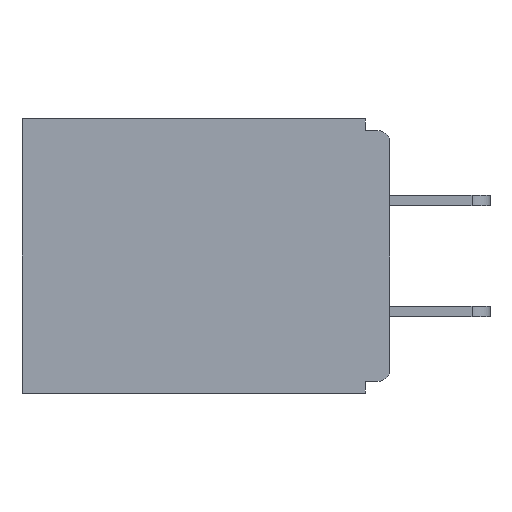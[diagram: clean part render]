
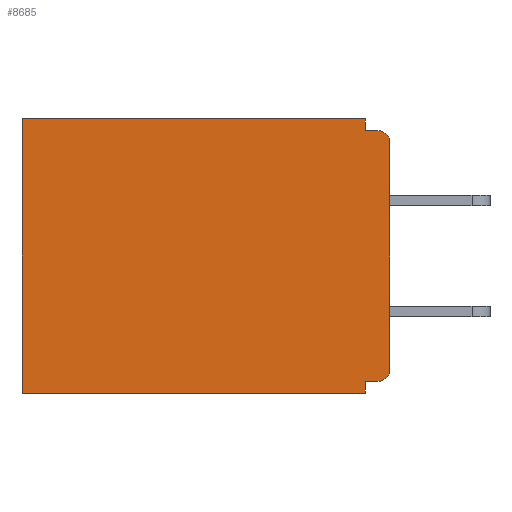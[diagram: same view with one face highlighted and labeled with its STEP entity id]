
A CAD part, left-side view. The second image highlights one B-rep face of the part: STEP entity #8685.
In plain terms, the highlighted planar face has unit normal (-1, 0, 0).
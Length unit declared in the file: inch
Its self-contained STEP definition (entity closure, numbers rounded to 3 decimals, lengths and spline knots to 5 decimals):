
#51 = VERTEX_POINT ( 'NONE', #5491 ) ;
#306 = VERTEX_POINT ( 'NONE', #8479 ) ;
#419 = CARTESIAN_POINT ( 'NONE',  ( 0.298, 0., -0.343 ) ) ;
#593 = VECTOR ( 'NONE', #2233, 39.37008 ) ;
#891 = CARTESIAN_POINT ( 'NONE',  ( 0.298, 0.015, -0.015 ) ) ;
#907 = AXIS2_PLACEMENT_3D ( 'NONE', #943, #5888, #3510 ) ;
#943 = CARTESIAN_POINT ( 'NONE',  ( 0.298, 0.015, -0.313 ) ) ;
#1055 = CARTESIAN_POINT ( 'NONE',  ( 0.298, 0.46, 0. ) ) ;
#1153 = DIRECTION ( 'NONE',  ( 1., 0., 0. ) ) ;
#1257 = CARTESIAN_POINT ( 'NONE',  ( 0.298, 0., 0. ) ) ;
#1451 = DIRECTION ( 'NONE',  ( 0., 0., -1. ) ) ;
#1505 = ORIENTED_EDGE ( 'NONE', *, *, #7293, .F. ) ;
#1599 = FACE_OUTER_BOUND ( 'NONE', #6695, .T. ) ;
#1849 = AXIS2_PLACEMENT_3D ( 'NONE', #1257, #1153, #2926 ) ;
#2026 = CARTESIAN_POINT ( 'NONE',  ( 0.298, 0., 0. ) ) ;
#2233 = DIRECTION ( 'NONE',  ( 0., 0., -1. ) ) ;
#2594 = DIRECTION ( 'NONE',  ( 0., 0., -1. ) ) ;
#2926 = DIRECTION ( 'NONE',  ( 0., 0., -1. ) ) ;
#2965 = CARTESIAN_POINT ( 'NONE',  ( 0.298, 0.015, -0.328 ) ) ;
#3375 = VERTEX_POINT ( 'NONE', #8835 ) ;
#3380 = EDGE_CURVE ( 'NONE', #5652, #306, #6771, .T. ) ;
#3510 = DIRECTION ( 'NONE',  ( 0., 0., -1. ) ) ;
#3513 = LINE ( 'NONE', #8804, #8765 ) ;
#3586 = EDGE_CURVE ( 'NONE', #9913, #7310, #6022, .T. ) ;
#3750 = DIRECTION ( 'NONE',  ( 0., 1., 0. ) ) ;
#3785 = VERTEX_POINT ( 'NONE', #10151 ) ;
#4012 = EDGE_CURVE ( 'NONE', #51, #4224, #4113, .T. ) ;
#4113 = LINE ( 'NONE', #419, #6512 ) ;
#4194 = EDGE_CURVE ( 'NONE', #3375, #4224, #7755, .T. ) ;
#4224 = VERTEX_POINT ( 'NONE', #5052 ) ;
#4259 = EDGE_CURVE ( 'NONE', #3785, #7310, #9906, .T. ) ;
#4403 = CARTESIAN_POINT ( 'NONE',  ( 0.298, 0., -0.015 ) ) ;
#4675 = VECTOR ( 'NONE', #3750, 39.37008 ) ;
#4758 = ORIENTED_EDGE ( 'NONE', *, *, #4012, .F. ) ;
#5052 = CARTESIAN_POINT ( 'NONE',  ( 0.298, 0.46, -0.343 ) ) ;
#5291 = DIRECTION ( 'NONE',  ( 0., 1., 0. ) ) ;
#5491 = CARTESIAN_POINT ( 'NONE',  ( 0.298, 0.031, -0.343 ) ) ;
#5492 = CARTESIAN_POINT ( 'NONE',  ( 0.298, 0.031, -0.343 ) ) ;
#5498 = VECTOR ( 'NONE', #2594, 39.37008 ) ;
#5549 = ORIENTED_EDGE ( 'NONE', *, *, #8712, .T. ) ;
#5558 = ORIENTED_EDGE ( 'NONE', *, *, #6350, .F. ) ;
#5610 = VECTOR ( 'NONE', #7600, 39.37008 ) ;
#5652 = VERTEX_POINT ( 'NONE', #2965 ) ;
#5715 = EDGE_CURVE ( 'NONE', #6620, #51, #9481, .T. ) ;
#5840 = CARTESIAN_POINT ( 'NONE',  ( 0.298, 0., -0.328 ) ) ;
#5888 = DIRECTION ( 'NONE',  ( -1., 0., 0. ) ) ;
#6022 = CIRCLE ( 'NONE', #7845, 0.015 ) ;
#6083 = CARTESIAN_POINT ( 'NONE',  ( 0.298, 0.015, -0.03 ) ) ;
#6350 = EDGE_CURVE ( 'NONE', #9913, #306, #3513, .T. ) ;
#6512 = VECTOR ( 'NONE', #5291, 39.37008 ) ;
#6593 = VECTOR ( 'NONE', #1451, 39.37008 ) ;
#6620 = VERTEX_POINT ( 'NONE', #7026 ) ;
#6695 = EDGE_LOOP ( 'NONE', ( #7439, #9449, #1505, #5549, #6860, #4758, #7056, #7364, #6807, #5558 ) ) ;
#6696 = VECTOR ( 'NONE', #8182, 39.37008 ) ;
#6719 = LINE ( 'NONE', #8669, #593 ) ;
#6771 = CIRCLE ( 'NONE', #907, 0.015 ) ;
#6807 = ORIENTED_EDGE ( 'NONE', *, *, #3380, .T. ) ;
#6816 = DIRECTION ( 'NONE',  ( 0., 0., -1. ) ) ;
#6858 = PLANE ( 'NONE',  #1849 ) ;
#6860 = ORIENTED_EDGE ( 'NONE', *, *, #4194, .T. ) ;
#7026 = CARTESIAN_POINT ( 'NONE',  ( 0.298, 0.031, -0.328 ) ) ;
#7056 = ORIENTED_EDGE ( 'NONE', *, *, #5715, .F. ) ;
#7293 = EDGE_CURVE ( 'NONE', #8728, #3785, #6719, .T. ) ;
#7310 = VERTEX_POINT ( 'NONE', #891 ) ;
#7364 = ORIENTED_EDGE ( 'NONE', *, *, #7863, .F. ) ;
#7439 = ORIENTED_EDGE ( 'NONE', *, *, #3586, .T. ) ;
#7600 = DIRECTION ( 'NONE',  ( 0., -1., 0. ) ) ;
#7624 = CARTESIAN_POINT ( 'NONE',  ( 0.298, 0., -0.03 ) ) ;
#7755 = LINE ( 'NONE', #1055, #5498 ) ;
#7845 = AXIS2_PLACEMENT_3D ( 'NONE', #6083, #9316, #6816 ) ;
#7863 = EDGE_CURVE ( 'NONE', #5652, #6620, #8840, .T. ) ;
#8182 = DIRECTION ( 'NONE',  ( 0., 1., 0. ) ) ;
#8479 = CARTESIAN_POINT ( 'NONE',  ( 0.298, 0., -0.313 ) ) ;
#8669 = CARTESIAN_POINT ( 'NONE',  ( 0.298, 0.031, -0.343 ) ) ;
#8685 = ADVANCED_FACE ( 'NONE', ( #1599 ), #6858, .F. ) ;
#8712 = EDGE_CURVE ( 'NONE', #8728, #3375, #9451, .T. ) ;
#8728 = VERTEX_POINT ( 'NONE', #10332 ) ;
#8765 = VECTOR ( 'NONE', #10409, 39.37008 ) ;
#8804 = CARTESIAN_POINT ( 'NONE',  ( 0.298, 0., 0. ) ) ;
#8835 = CARTESIAN_POINT ( 'NONE',  ( 0.298, 0.46, 0. ) ) ;
#8840 = LINE ( 'NONE', #5840, #6696 ) ;
#9316 = DIRECTION ( 'NONE',  ( -1., 0., 0. ) ) ;
#9449 = ORIENTED_EDGE ( 'NONE', *, *, #4259, .F. ) ;
#9451 = LINE ( 'NONE', #2026, #4675 ) ;
#9481 = LINE ( 'NONE', #5492, #6593 ) ;
#9906 = LINE ( 'NONE', #4403, #5610 ) ;
#9913 = VERTEX_POINT ( 'NONE', #7624 ) ;
#10151 = CARTESIAN_POINT ( 'NONE',  ( 0.298, 0.031, -0.015 ) ) ;
#10332 = CARTESIAN_POINT ( 'NONE',  ( 0.298, 0.031, 0. ) ) ;
#10409 = DIRECTION ( 'NONE',  ( 0., 0., -1. ) ) ;
